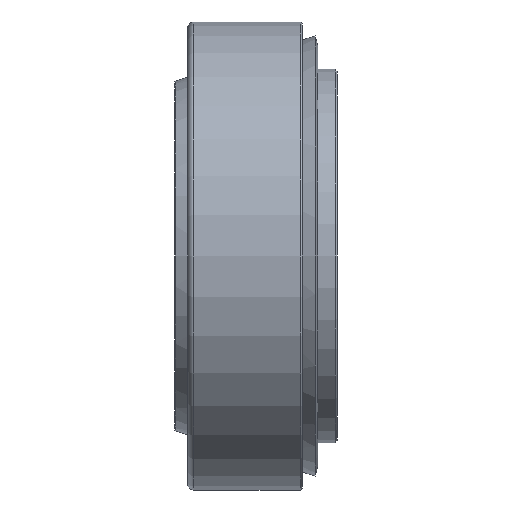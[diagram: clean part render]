
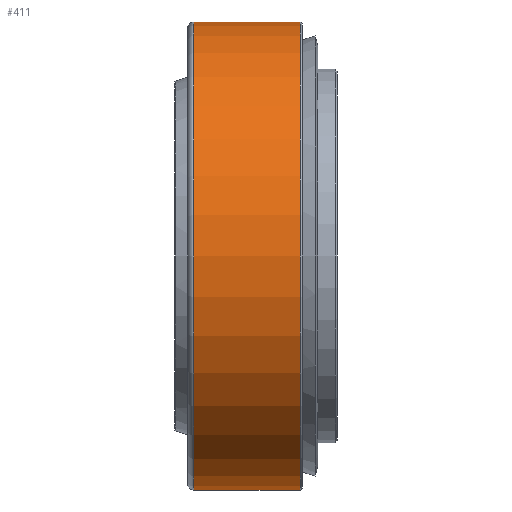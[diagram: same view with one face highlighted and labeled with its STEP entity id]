
A CAD part, front view. The second image highlights one B-rep face of the part: STEP entity #411.
In plain terms, the highlighted cylindrical face has radius 23.5 mm (diameter 47 mm), a full revolution.
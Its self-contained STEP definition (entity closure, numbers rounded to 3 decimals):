
#115=CYLINDRICAL_SURFACE('',#495,23.5);
#149=ORIENTED_EDGE('',*,*,#203,.T.);
#150=ORIENTED_EDGE('',*,*,#202,.F.);
#202=EDGE_CURVE('',#231,#231,#260,.T.);
#203=EDGE_CURVE('',#232,#232,#261,.T.);
#231=VERTEX_POINT('',#746);
#232=VERTEX_POINT('',#749);
#260=CIRCLE('',#494,23.5);
#261=CIRCLE('',#496,23.5);
#294=EDGE_LOOP('',(#149));
#295=EDGE_LOOP('',(#150));
#352=FACE_BOUND('',#294,.T.);
#353=FACE_BOUND('',#295,.T.);
#411=ADVANCED_FACE('',(#352,#353),#115,.T.);
#494=AXIS2_PLACEMENT_3D('',#745,#587,#588);
#495=AXIS2_PLACEMENT_3D('',#747,#589,#590);
#496=AXIS2_PLACEMENT_3D('',#748,#591,#592);
#587=DIRECTION('',(1.,0.,0.));
#588=DIRECTION('',(0.,0.,-1.));
#589=DIRECTION('',(1.,0.,0.));
#590=DIRECTION('',(0.,0.,-1.));
#591=DIRECTION('',(1.,0.,0.));
#592=DIRECTION('',(0.,0.,-1.));
#745=CARTESIAN_POINT('',(11.3,0.,0.));
#746=CARTESIAN_POINT('',(11.3,0.,-23.5));
#747=CARTESIAN_POINT('',(11.5,0.,0.));
#748=CARTESIAN_POINT('',(0.6,0.,0.));
#749=CARTESIAN_POINT('',(0.6,0.,-23.5));
